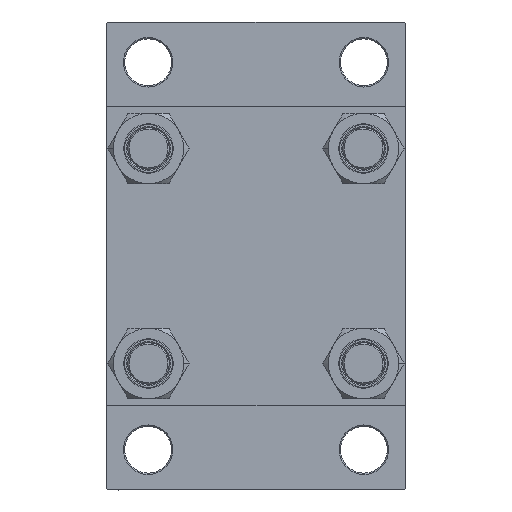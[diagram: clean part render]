
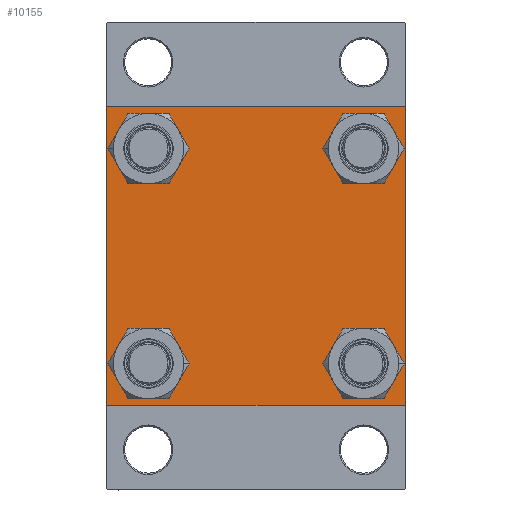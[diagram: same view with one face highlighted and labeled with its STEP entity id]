
A CAD part, left-side view. The second image highlights one B-rep face of the part: STEP entity #10155.
In plain terms, the highlighted planar face has unit normal (-1, 0, 0).
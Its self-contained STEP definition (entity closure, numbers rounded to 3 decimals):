
#114 = CARTESIAN_POINT ( 'NONE',  ( 0., 41.35, -32.85 ) ) ;
#360 = CIRCLE ( 'NONE', #6624, 8.5 ) ;
#387 = DIRECTION ( 'NONE',  ( 0., -0.707, 0.707 ) ) ;
#699 = AXIS2_PLACEMENT_3D ( 'NONE', #36084, #24583, #2600 ) ;
#956 = DIRECTION ( 'NONE',  ( 0., 0., 1. ) ) ;
#1818 = AXIS2_PLACEMENT_3D ( 'NONE', #23156, #4340, #12416 ) ;
#2152 = FACE_BOUND ( 'NONE', #15401, .T. ) ;
#2286 = EDGE_CURVE ( 'NONE', #13468, #12377, #26828, .T. ) ;
#2538 = EDGE_CURVE ( 'NONE', #26613, #19525, #41283, .T. ) ;
#2576 = DIRECTION ( 'NONE',  ( 0., -1., 0. ) ) ;
#2600 = DIRECTION ( 'NONE',  ( 0., 0., 1. ) ) ;
#2683 = DIRECTION ( 'NONE',  ( 1., 0., 0. ) ) ;
#3743 = EDGE_CURVE ( 'NONE', #36549, #13747, #15744, .T. ) ;
#3808 = EDGE_LOOP ( 'NONE', ( #18621, #10165 ) ) ;
#4148 = LINE ( 'NONE', #15409, #16120 ) ;
#4154 = ORIENTED_EDGE ( 'NONE', *, *, #40012, .T. ) ;
#4340 = DIRECTION ( 'NONE',  ( 1., 0., 0. ) ) ;
#4514 = ORIENTED_EDGE ( 'NONE', *, *, #2538, .T. ) ;
#4732 = EDGE_CURVE ( 'NONE', #25542, #21913, #20468, .T. ) ;
#4760 = CARTESIAN_POINT ( 'NONE',  ( 0., -41.35, -41.35 ) ) ;
#5823 = AXIS2_PLACEMENT_3D ( 'NONE', #16957, #31854, #34210 ) ;
#5996 = ORIENTED_EDGE ( 'NONE', *, *, #34369, .T. ) ;
#6287 = DIRECTION ( 'NONE',  ( 0., -0.707, -0.707 ) ) ;
#6289 = DIRECTION ( 'NONE',  ( 0., 0., 1. ) ) ;
#6624 = AXIS2_PLACEMENT_3D ( 'NONE', #15637, #23201, #956 ) ;
#6724 = VERTEX_POINT ( 'NONE', #17727 ) ;
#6786 = VERTEX_POINT ( 'NONE', #22333 ) ;
#6826 = DIRECTION ( 'NONE',  ( 0., 0., 1. ) ) ;
#6917 = VERTEX_POINT ( 'NONE', #45541 ) ;
#6953 = CARTESIAN_POINT ( 'NONE',  ( 0., 41.35, 41.35 ) ) ;
#7374 = EDGE_CURVE ( 'NONE', #6786, #47037, #13226, .T. ) ;
#7388 = EDGE_CURVE ( 'NONE', #6786, #13650, #46458, .T. ) ;
#7447 = ORIENTED_EDGE ( 'NONE', *, *, #3743, .T. ) ;
#7673 = CARTESIAN_POINT ( 'NONE',  ( 0., -57., -57.5 ) ) ;
#9235 = DIRECTION ( 'NONE',  ( 0., 0., -1. ) ) ;
#9311 = CARTESIAN_POINT ( 'NONE',  ( 0., -57.5, 57.5 ) ) ;
#9314 = ORIENTED_EDGE ( 'NONE', *, *, #32876, .T. ) ;
#10155 = ADVANCED_FACE ( 'NONE', ( #35627, #2152, #44397, #29477, #21670 ), #36591, .T. ) ;
#10165 = ORIENTED_EDGE ( 'NONE', *, *, #38691, .T. ) ;
#10913 = CARTESIAN_POINT ( 'NONE',  ( 0., 0., 0. ) ) ;
#11517 = EDGE_LOOP ( 'NONE', ( #20363, #5996 ) ) ;
#11530 = CIRCLE ( 'NONE', #21653, 8.5 ) ;
#11847 = CARTESIAN_POINT ( 'NONE',  ( 0., -41.35, -32.85 ) ) ;
#12377 = VERTEX_POINT ( 'NONE', #7673 ) ;
#12416 = DIRECTION ( 'NONE',  ( 0., 0., 1. ) ) ;
#12855 = CARTESIAN_POINT ( 'NONE',  ( 0., 57., -57.5 ) ) ;
#13226 = LINE ( 'NONE', #24199, #31433 ) ;
#13468 = VERTEX_POINT ( 'NONE', #12855 ) ;
#13501 = ORIENTED_EDGE ( 'NONE', *, *, #30029, .T. ) ;
#13650 = VERTEX_POINT ( 'NONE', #34492 ) ;
#13707 = DIRECTION ( 'NONE',  ( 0., 0.707, 0.707 ) ) ;
#13744 = CARTESIAN_POINT ( 'NONE',  ( 0., 57., 57.5 ) ) ;
#13747 = VERTEX_POINT ( 'NONE', #39621 ) ;
#13875 = LINE ( 'NONE', #17777, #30045 ) ;
#14545 = CARTESIAN_POINT ( 'NONE',  ( 0., -41.35, -41.35 ) ) ;
#14783 = VECTOR ( 'NONE', #41757, 1000. ) ;
#14922 = ORIENTED_EDGE ( 'NONE', *, *, #27292, .F. ) ;
#15401 = EDGE_LOOP ( 'NONE', ( #7447, #13501 ) ) ;
#15409 = CARTESIAN_POINT ( 'NONE',  ( 0., 57.25, 57.25 ) ) ;
#15637 = CARTESIAN_POINT ( 'NONE',  ( 0., 41.35, 41.35 ) ) ;
#15744 = CIRCLE ( 'NONE', #27449, 8.5 ) ;
#16101 = CARTESIAN_POINT ( 'NONE',  ( 0., 57.5, -57.5 ) ) ;
#16120 = VECTOR ( 'NONE', #44500, 1000. ) ;
#16291 = VERTEX_POINT ( 'NONE', #13744 ) ;
#16294 = VECTOR ( 'NONE', #2576, 1000. ) ;
#16957 = CARTESIAN_POINT ( 'NONE',  ( 0., 41.35, -41.35 ) ) ;
#17727 = CARTESIAN_POINT ( 'NONE',  ( 0., 41.35, 32.85 ) ) ;
#17732 = LINE ( 'NONE', #35579, #16294 ) ;
#17777 = CARTESIAN_POINT ( 'NONE',  ( 0., 57.25, -57.25 ) ) ;
#18621 = ORIENTED_EDGE ( 'NONE', *, *, #25573, .T. ) ;
#18967 = VECTOR ( 'NONE', #28347, 1000. ) ;
#19211 = EDGE_CURVE ( 'NONE', #16291, #25542, #4148, .T. ) ;
#19525 = VERTEX_POINT ( 'NONE', #35952 ) ;
#19716 = CARTESIAN_POINT ( 'NONE',  ( 0., 57.5, -57. ) ) ;
#20363 = ORIENTED_EDGE ( 'NONE', *, *, #38628, .T. ) ;
#20468 = LINE ( 'NONE', #23882, #47777 ) ;
#21653 = AXIS2_PLACEMENT_3D ( 'NONE', #6953, #21850, #40435 ) ;
#21670 = FACE_OUTER_BOUND ( 'NONE', #45422, .T. ) ;
#21850 = DIRECTION ( 'NONE',  ( 1., 0., 0. ) ) ;
#21913 = VERTEX_POINT ( 'NONE', #19716 ) ;
#22100 = CIRCLE ( 'NONE', #1818, 8.5 ) ;
#22142 = VECTOR ( 'NONE', #387, 1000. ) ;
#22333 = CARTESIAN_POINT ( 'NONE',  ( 0., -57.5, 57. ) ) ;
#23156 = CARTESIAN_POINT ( 'NONE',  ( 0., 41.35, -41.35 ) ) ;
#23201 = DIRECTION ( 'NONE',  ( 1., 0., 0. ) ) ;
#23882 = CARTESIAN_POINT ( 'NONE',  ( 0., 57.5, 57.5 ) ) ;
#24199 = CARTESIAN_POINT ( 'NONE',  ( 0., -57.25, 57.25 ) ) ;
#24206 = VERTEX_POINT ( 'NONE', #47506 ) ;
#24299 = CARTESIAN_POINT ( 'NONE',  ( 0., 57.5, 57. ) ) ;
#24583 = DIRECTION ( 'NONE',  ( 1., 0., 0. ) ) ;
#25177 = AXIS2_PLACEMENT_3D ( 'NONE', #14545, #29428, #44579 ) ;
#25542 = VERTEX_POINT ( 'NONE', #24299 ) ;
#25573 = EDGE_CURVE ( 'NONE', #24206, #6724, #11530, .T. ) ;
#26613 = VERTEX_POINT ( 'NONE', #42546 ) ;
#26828 = LINE ( 'NONE', #16101, #14783 ) ;
#26876 = CIRCLE ( 'NONE', #5823, 8.5 ) ;
#27292 = EDGE_CURVE ( 'NONE', #16291, #47037, #17732, .T. ) ;
#27449 = AXIS2_PLACEMENT_3D ( 'NONE', #4760, #31152, #34581 ) ;
#27619 = ORIENTED_EDGE ( 'NONE', *, *, #7388, .F. ) ;
#27845 = ORIENTED_EDGE ( 'NONE', *, *, #2286, .T. ) ;
#28314 = AXIS2_PLACEMENT_3D ( 'NONE', #10913, #35870, #6289 ) ;
#28347 = DIRECTION ( 'NONE',  ( 0., 0., -1. ) ) ;
#29224 = AXIS2_PLACEMENT_3D ( 'NONE', #47650, #2683, #6826 ) ;
#29428 = DIRECTION ( 'NONE',  ( 1., 0., 0. ) ) ;
#29477 = FACE_BOUND ( 'NONE', #3808, .T. ) ;
#30029 = EDGE_CURVE ( 'NONE', #13747, #36549, #39017, .T. ) ;
#30045 = VECTOR ( 'NONE', #6287, 1000. ) ;
#30792 = CIRCLE ( 'NONE', #29224, 8.5 ) ;
#31152 = DIRECTION ( 'NONE',  ( 1., 0., 0. ) ) ;
#31433 = VECTOR ( 'NONE', #13707, 1000. ) ;
#31854 = DIRECTION ( 'NONE',  ( 1., 0., 0. ) ) ;
#32684 = EDGE_LOOP ( 'NONE', ( #44239, #4514 ) ) ;
#32876 = EDGE_CURVE ( 'NONE', #12377, #13650, #33882, .T. ) ;
#33168 = CARTESIAN_POINT ( 'NONE',  ( 0., -57.25, -57.25 ) ) ;
#33882 = LINE ( 'NONE', #33168, #22142 ) ;
#34210 = DIRECTION ( 'NONE',  ( 0., 0., 1. ) ) ;
#34305 = CARTESIAN_POINT ( 'NONE',  ( 0., -57., 57.5 ) ) ;
#34369 = EDGE_CURVE ( 'NONE', #6917, #45707, #22100, .T. ) ;
#34433 = ORIENTED_EDGE ( 'NONE', *, *, #7374, .T. ) ;
#34492 = CARTESIAN_POINT ( 'NONE',  ( 0., -57.5, -57. ) ) ;
#34581 = DIRECTION ( 'NONE',  ( 0., 0., 1. ) ) ;
#35579 = CARTESIAN_POINT ( 'NONE',  ( 0., 57.5, 57.5 ) ) ;
#35627 = FACE_BOUND ( 'NONE', #32684, .T. ) ;
#35870 = DIRECTION ( 'NONE',  ( -1., 0., 0. ) ) ;
#35952 = CARTESIAN_POINT ( 'NONE',  ( 0., -41.35, 49.85 ) ) ;
#36084 = CARTESIAN_POINT ( 'NONE',  ( 0., -41.35, 41.35 ) ) ;
#36549 = VERTEX_POINT ( 'NONE', #11847 ) ;
#36591 = PLANE ( 'NONE',  #28314 ) ;
#37052 = ORIENTED_EDGE ( 'NONE', *, *, #19211, .T. ) ;
#38072 = EDGE_CURVE ( 'NONE', #19525, #26613, #30792, .T. ) ;
#38628 = EDGE_CURVE ( 'NONE', #45707, #6917, #26876, .T. ) ;
#38691 = EDGE_CURVE ( 'NONE', #6724, #24206, #360, .T. ) ;
#39017 = CIRCLE ( 'NONE', #25177, 8.5 ) ;
#39621 = CARTESIAN_POINT ( 'NONE',  ( 0., -41.35, -49.85 ) ) ;
#40012 = EDGE_CURVE ( 'NONE', #21913, #13468, #13875, .T. ) ;
#40280 = ORIENTED_EDGE ( 'NONE', *, *, #4732, .T. ) ;
#40435 = DIRECTION ( 'NONE',  ( 0., 0., 1. ) ) ;
#41283 = CIRCLE ( 'NONE', #699, 8.5 ) ;
#41757 = DIRECTION ( 'NONE',  ( 0., -1., 0. ) ) ;
#42546 = CARTESIAN_POINT ( 'NONE',  ( 0., -41.35, 32.85 ) ) ;
#44239 = ORIENTED_EDGE ( 'NONE', *, *, #38072, .T. ) ;
#44397 = FACE_BOUND ( 'NONE', #11517, .T. ) ;
#44500 = DIRECTION ( 'NONE',  ( 0., 0.707, -0.707 ) ) ;
#44579 = DIRECTION ( 'NONE',  ( 0., 0., 1. ) ) ;
#45422 = EDGE_LOOP ( 'NONE', ( #40280, #4154, #27845, #9314, #27619, #34433, #14922, #37052 ) ) ;
#45541 = CARTESIAN_POINT ( 'NONE',  ( 0., 41.35, -49.85 ) ) ;
#45707 = VERTEX_POINT ( 'NONE', #114 ) ;
#46458 = LINE ( 'NONE', #9311, #18967 ) ;
#47037 = VERTEX_POINT ( 'NONE', #34305 ) ;
#47506 = CARTESIAN_POINT ( 'NONE',  ( 0., 41.35, 49.85 ) ) ;
#47650 = CARTESIAN_POINT ( 'NONE',  ( 0., -41.35, 41.35 ) ) ;
#47777 = VECTOR ( 'NONE', #9235, 1000. ) ;
